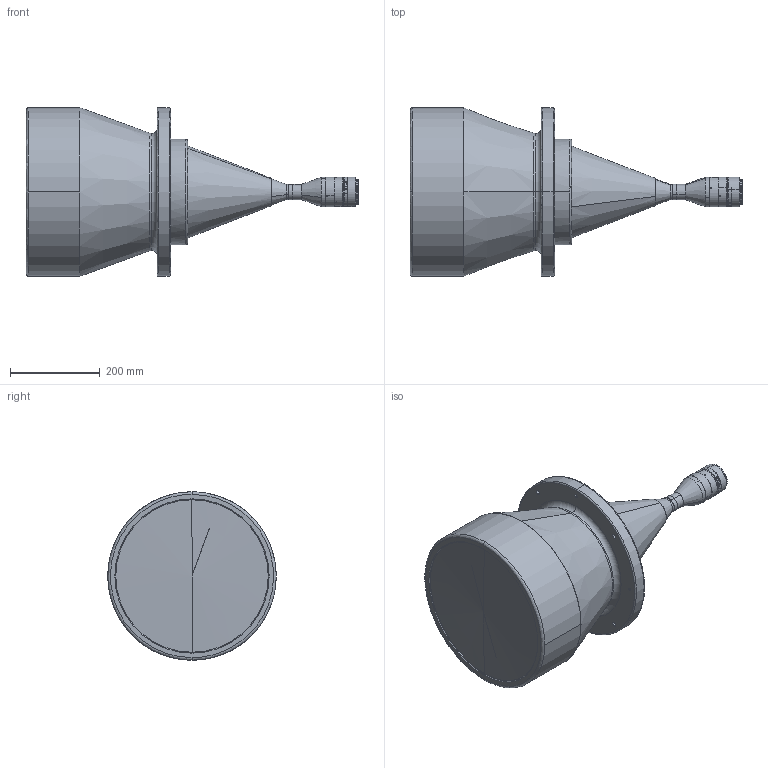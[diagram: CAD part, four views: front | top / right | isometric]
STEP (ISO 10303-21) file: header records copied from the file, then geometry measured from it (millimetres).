
FILE_DESCRIPTION (( 'STEP AP203' ), '1' );
FILE_NAME ('DTCM71M-300-M58-AL.STEP', '2019-07-09T09:54:57', ( '' ), ( '' ), 'SwSTEP 2.0', 'SolidWorks 2017', '' );
FILE_SCHEMA (( 'CONFIG_CONTROL_DESIGN' ));
Length unit declared in the file: millimetre
Products named in the file (1): DTCM71M-300-M58-AL
Bounding box: 740.7 x 376 x 376 mm (x, y, z)
Volume: 34958358.6 mm3; surface area: 750665.8 mm2
Topology: 1 solids, 6 shells, 166 faces, 387 edges, 246 vertices
Faces by surface type: cylinder 82, cone 42, plane 24, bspline 14, torus 4
Entity records: 5610 total; most frequent: CARTESIAN_POINT 1786, DIRECTION 799, ORIENTED_EDGE 766, EDGE_CURVE 383, AXIS2_PLACEMENT_3D 339, VERTEX_POINT 246, EDGE_LOOP 201, CIRCLE 186
